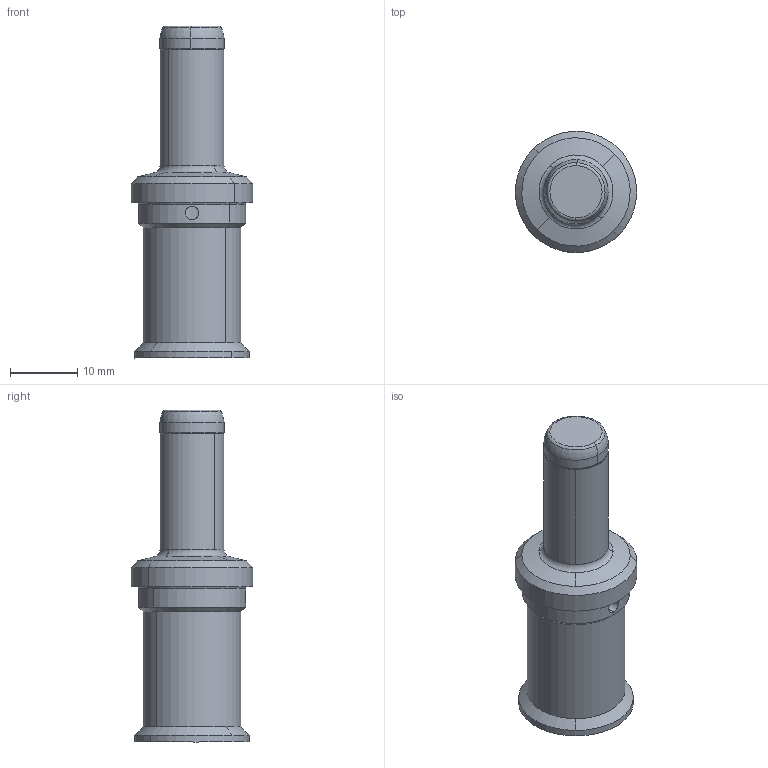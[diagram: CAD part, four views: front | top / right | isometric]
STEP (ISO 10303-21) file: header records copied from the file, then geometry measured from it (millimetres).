
FILE_DESCRIPTION(('Creo Elements/Direct Modeling STEP Export'),'2;1');
FILE_NAME('0ln7uvk5p889mik5692','2023-02-16T16:38:52',(''),(''),'Creo Elements/Direct Modeling STEP processor for AP214 (Solid Model)','Creo Elements/Direct Modeling 20.1B 02-Apr-2019 (C) Parametric Technology GmbH','');
FILE_SCHEMA(('AUTOMOTIVE_DESIGN { 1 0 10303 214 1 1 1 1 }'));
Length unit declared in the file: millimetre
Products named in the file (2): C30MA 50 P
Assembly tree (1 placements, depth 2):
  C30MA 50 P
    C30MA 50 P
Bounding box: 17.96 x 17.96 x 49.2 mm (x, y, z)
Volume: 4675.6 mm3; surface area: 3316 mm2
Topology: 1 solids, 2 shells, 71 faces, 173 edges, 103 vertices
Faces by surface type: cone 24, cylinder 23, torus 18, plane 6
Entity records: 3639 total; most frequent: CARTESIAN_POINT 1487, ORIENTED_EDGE 338, DIRECTION 314, EDGE_CURVE 169, AXIS2_PLACEMENT_3D 133, VERTEX_POINT 103, EDGE_LOOP 76, COLOUR_RGB 72
